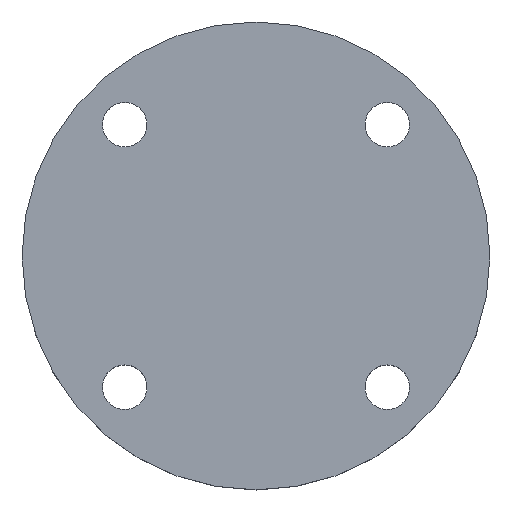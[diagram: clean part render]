
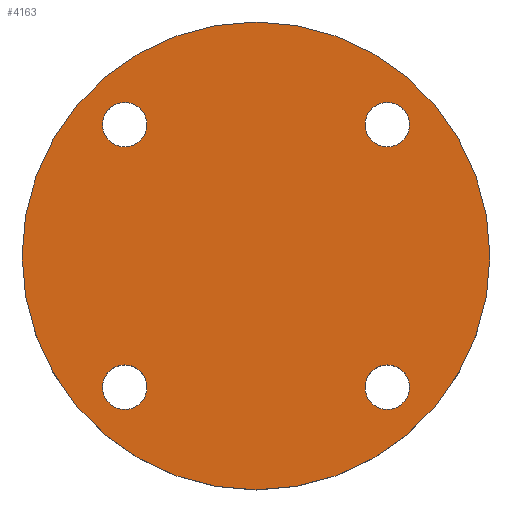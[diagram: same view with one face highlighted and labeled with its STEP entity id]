
A CAD part, top view. The second image highlights one B-rep face of the part: STEP entity #4163.
In plain terms, the highlighted planar face has unit normal (0, 0, 1).
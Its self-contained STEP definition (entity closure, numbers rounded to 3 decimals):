
#334=FACE_BOUND('',#782,.T.);
#335=FACE_BOUND('',#783,.T.);
#336=FACE_BOUND('',#784,.T.);
#337=FACE_BOUND('',#785,.T.);
#511=FACE_OUTER_BOUND('',#781,.T.);
#781=EDGE_LOOP('',(#3205));
#782=EDGE_LOOP('',(#3206));
#783=EDGE_LOOP('',(#3207));
#784=EDGE_LOOP('',(#3208));
#785=EDGE_LOOP('',(#3209));
#1538=CIRCLE('',#4634,3.);
#1539=CIRCLE('',#4636,3.);
#1540=CIRCLE('',#4638,3.);
#1541=CIRCLE('',#4640,3.);
#1542=CIRCLE('',#4642,31.5);
#1868=VERTEX_POINT('',#6996);
#1869=VERTEX_POINT('',#7000);
#1870=VERTEX_POINT('',#7004);
#1871=VERTEX_POINT('',#7008);
#1872=VERTEX_POINT('',#7012);
#2348=EDGE_CURVE('',#1868,#1868,#1538,.T.);
#2350=EDGE_CURVE('',#1869,#1869,#1539,.T.);
#2352=EDGE_CURVE('',#1870,#1870,#1540,.T.);
#2354=EDGE_CURVE('',#1871,#1871,#1541,.T.);
#2357=EDGE_CURVE('',#1872,#1872,#1542,.T.);
#3205=ORIENTED_EDGE('',*,*,#2357,.F.);
#3206=ORIENTED_EDGE('',*,*,#2348,.T.);
#3207=ORIENTED_EDGE('',*,*,#2350,.T.);
#3208=ORIENTED_EDGE('',*,*,#2352,.T.);
#3209=ORIENTED_EDGE('',*,*,#2354,.T.);
#4015=PLANE('',#4655);
#4163=ADVANCED_FACE('',(#511,#334,#335,#336,#337),#4015,.T.);
#4634=AXIS2_PLACEMENT_3D('',#6997,#5422,#5423);
#4636=AXIS2_PLACEMENT_3D('',#7001,#5427,#5428);
#4638=AXIS2_PLACEMENT_3D('',#7005,#5432,#5433);
#4640=AXIS2_PLACEMENT_3D('',#7009,#5437,#5438);
#4642=AXIS2_PLACEMENT_3D('',#7014,#5443,#5444);
#4655=AXIS2_PLACEMENT_3D('',#7040,#5477,#5478);
#5422=DIRECTION('center_axis',(0.,0.,-1.));
#5423=DIRECTION('ref_axis',(-1.,0.,0.));
#5427=DIRECTION('center_axis',(0.,0.,-1.));
#5428=DIRECTION('ref_axis',(-1.,0.,0.));
#5432=DIRECTION('center_axis',(0.,0.,-1.));
#5433=DIRECTION('ref_axis',(-1.,0.,0.));
#5437=DIRECTION('center_axis',(0.,0.,-1.));
#5438=DIRECTION('ref_axis',(-1.,0.,0.));
#5443=DIRECTION('center_axis',(0.,0.,-1.));
#5444=DIRECTION('ref_axis',(-1.,0.,0.));
#5477=DIRECTION('center_axis',(0.,0.,1.));
#5478=DIRECTION('ref_axis',(1.,0.,0.));
#6996=CARTESIAN_POINT('',(20.678,17.678,0.));
#6997=CARTESIAN_POINT('Origin',(17.678,17.678,0.));
#7000=CARTESIAN_POINT('',(-14.678,-17.678,0.));
#7001=CARTESIAN_POINT('Origin',(-17.678,-17.678,0.));
#7004=CARTESIAN_POINT('',(20.678,-17.678,0.));
#7005=CARTESIAN_POINT('Origin',(17.678,-17.678,0.));
#7008=CARTESIAN_POINT('',(-14.678,17.678,0.));
#7009=CARTESIAN_POINT('Origin',(-17.678,17.678,0.));
#7012=CARTESIAN_POINT('',(31.5,0.,0.));
#7014=CARTESIAN_POINT('Origin',(0.,0.,0.));
#7040=CARTESIAN_POINT('Origin',(0.,0.,0.));
